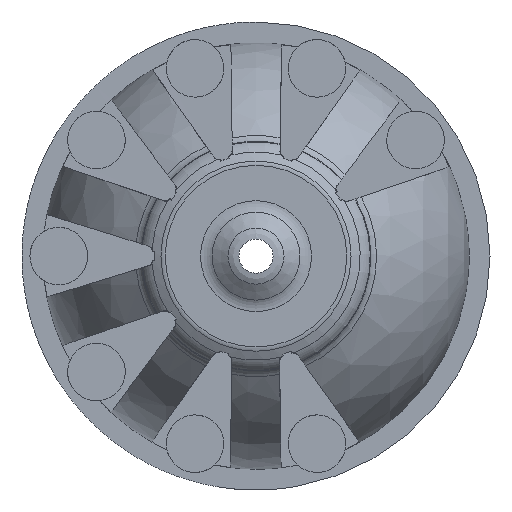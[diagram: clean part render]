
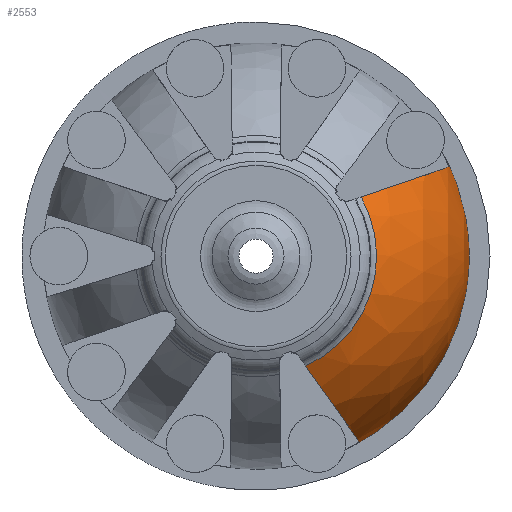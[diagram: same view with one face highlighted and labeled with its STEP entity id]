
A CAD part, front view. The second image highlights one B-rep face of the part: STEP entity #2553.
In plain terms, the highlighted spherical face has radius 19.451 mm.
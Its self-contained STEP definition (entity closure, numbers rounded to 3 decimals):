
#38=SPHERICAL_SURFACE('',#2771,19.451);
#179=FACE_OUTER_BOUND('',#321,.T.);
#321=EDGE_LOOP('',(#1893,#1894,#1895,#1896,#1897,#1898,#1899,#1900,#1901,
#1902,#1903));
#726=B_SPLINE_CURVE_WITH_KNOTS('',3,(#3657,#3658,#3659,#3660,#3661,#3662),
 .UNSPECIFIED.,.F.,.F.,(4,2,4),(1.015,1.015,1.063),
 .UNSPECIFIED.);
#764=B_SPLINE_CURVE_WITH_KNOTS('',3,(#4160,#4161,#4162,#4163,#4164,#4165),
 .UNSPECIFIED.,.F.,.F.,(4,2,4),(3.681,3.682,3.682),
 .UNSPECIFIED.);
#766=B_SPLINE_CURVE_WITH_KNOTS('',3,(#4175,#4176,#4177,#4178,#4179,#4180),
 .UNSPECIFIED.,.F.,.F.,(4,2,4),(6.095,6.12,6.233),
 .UNSPECIFIED.);
#843=CIRCLE('',#2695,19.451);
#844=CIRCLE('',#2696,19.451);
#899=CIRCLE('',#2772,19.341);
#900=CIRCLE('',#2773,11.004);
#901=CIRCLE('',#2774,19.345);
#902=CIRCLE('',#2775,19.451);
#903=CIRCLE('',#2776,19.451);
#997=VERTEX_POINT('',#3651);
#998=VERTEX_POINT('',#3656);
#1017=VERTEX_POINT('',#3754);
#1018=VERTEX_POINT('',#3756);
#1112=VERTEX_POINT('',#4159);
#1114=VERTEX_POINT('',#4174);
#1115=VERTEX_POINT('',#4181);
#1116=VERTEX_POINT('',#4183);
#1117=VERTEX_POINT('',#4185);
#1118=VERTEX_POINT('',#4188);
#1273=EDGE_CURVE('',#998,#997,#726,.T.);
#1297=EDGE_CURVE('',#998,#1017,#843,.T.);
#1298=EDGE_CURVE('',#1017,#1018,#844,.T.);
#1416=EDGE_CURVE('',#1112,#1018,#764,.T.);
#1419=EDGE_CURVE('',#997,#1114,#766,.T.);
#1420=EDGE_CURVE('',#1114,#1115,#899,.T.);
#1421=EDGE_CURVE('',#1115,#1116,#900,.T.);
#1422=EDGE_CURVE('',#1116,#1117,#901,.T.);
#1423=EDGE_CURVE('',#1117,#1112,#902,.T.);
#1424=EDGE_CURVE('',#1118,#1017,#903,.T.);
#1893=ORIENTED_EDGE('',*,*,#1273,.T.);
#1894=ORIENTED_EDGE('',*,*,#1419,.T.);
#1895=ORIENTED_EDGE('',*,*,#1420,.T.);
#1896=ORIENTED_EDGE('',*,*,#1421,.T.);
#1897=ORIENTED_EDGE('',*,*,#1422,.T.);
#1898=ORIENTED_EDGE('',*,*,#1423,.T.);
#1899=ORIENTED_EDGE('',*,*,#1416,.T.);
#1900=ORIENTED_EDGE('',*,*,#1298,.F.);
#1901=ORIENTED_EDGE('',*,*,#1424,.F.);
#1902=ORIENTED_EDGE('',*,*,#1424,.T.);
#1903=ORIENTED_EDGE('',*,*,#1297,.F.);
#2553=ADVANCED_FACE('',(#179),#38,.F.);
#2695=AXIS2_PLACEMENT_3D('',#3755,#2993,#2994);
#2696=AXIS2_PLACEMENT_3D('',#3757,#2995,#2996);
#2771=AXIS2_PLACEMENT_3D('',#4173,#3179,#3180);
#2772=AXIS2_PLACEMENT_3D('',#4182,#3181,#3182);
#2773=AXIS2_PLACEMENT_3D('',#4184,#3183,#3184);
#2774=AXIS2_PLACEMENT_3D('',#4186,#3185,#3186);
#2775=AXIS2_PLACEMENT_3D('',#4187,#3187,#3188);
#2776=AXIS2_PLACEMENT_3D('',#4189,#3189,#3190);
#2993=DIRECTION('center_axis',(0.,-1.,-0.001));
#2994=DIRECTION('ref_axis',(1.,0.,0.));
#2995=DIRECTION('center_axis',(0.,-1.,-0.001));
#2996=DIRECTION('ref_axis',(1.,0.,0.));
#3179=DIRECTION('center_axis',(1.,0.,0.));
#3180=DIRECTION('ref_axis',(0.,-1.,0.));
#3181=DIRECTION('center_axis',(-0.817,0.001,-0.577));
#3182=DIRECTION('ref_axis',(0.,1.,0.002));
#3183=DIRECTION('center_axis',(0.,-1.,-0.001));
#3184=DIRECTION('ref_axis',(1.,0.,0.));
#3185=DIRECTION('center_axis',(-0.322,-0.001,
0.947));
#3186=DIRECTION('ref_axis',(0.,-1.,-0.001));
#3187=DIRECTION('center_axis',(-0.001,-1.,
-0.001));
#3188=DIRECTION('ref_axis',(0.,0.001,-1.));
#3189=DIRECTION('center_axis',(0.,0.,1.));
#3190=DIRECTION('ref_axis',(0.,1.,0.));
#3651=CARTESIAN_POINT('',(8.13,-0.459,-17.664));
#3656=CARTESIAN_POINT('',(8.129,0.024,-17.671));
#3657=CARTESIAN_POINT('Ctrl Pts',(8.129,0.024,-17.671));
#3658=CARTESIAN_POINT('Ctrl Pts',(8.129,0.023,-17.671));
#3659=CARTESIAN_POINT('Ctrl Pts',(8.129,0.022,-17.671));
#3660=CARTESIAN_POINT('Ctrl Pts',(8.129,-0.139,-17.671));
#3661=CARTESIAN_POINT('Ctrl Pts',(8.129,-0.298,-17.669));
#3662=CARTESIAN_POINT('Ctrl Pts',(8.13,-0.459,-17.664));
#3754=CARTESIAN_POINT('',(19.451,0.013,0.));
#3755=CARTESIAN_POINT('Origin',(0.,0.013,0.));
#3756=CARTESIAN_POINT('',(16.963,0.006,9.518));
#3757=CARTESIAN_POINT('Origin',(0.,0.013,0.));
#4159=CARTESIAN_POINT('',(16.963,-0.007,9.518));
#4160=CARTESIAN_POINT('Ctrl Pts',(16.963,-0.007,
9.518));
#4161=CARTESIAN_POINT('Ctrl Pts',(16.963,-0.004,
9.518));
#4162=CARTESIAN_POINT('Ctrl Pts',(16.963,-0.002,
9.518));
#4163=CARTESIAN_POINT('Ctrl Pts',(16.963,0.002,
9.518));
#4164=CARTESIAN_POINT('Ctrl Pts',(16.963,0.004,9.518));
#4165=CARTESIAN_POINT('Ctrl Pts',(16.963,0.006,
9.518));
#4173=CARTESIAN_POINT('Origin',(0.,0.,0.));
#4174=CARTESIAN_POINT('',(9.457,-0.592,-16.987));
#4175=CARTESIAN_POINT('Ctrl Pts',(8.13,-0.459,-17.664));
#4176=CARTESIAN_POINT('Ctrl Pts',(8.215,-0.469,-17.625));
#4177=CARTESIAN_POINT('Ctrl Pts',(8.3,-0.478,-17.585));
#4178=CARTESIAN_POINT('Ctrl Pts',(8.755,-0.527,-17.366));
#4179=CARTESIAN_POINT('Ctrl Pts',(9.12,-0.562,-17.175));
#4180=CARTESIAN_POINT('Ctrl Pts',(9.457,-0.592,-16.987));
#4181=CARTESIAN_POINT('',(4.533,-16.032,-10.038));
#4182=CARTESIAN_POINT('Origin',(-1.69,0.002,-1.193));
#4183=CARTESIAN_POINT('',(9.589,-16.042,5.388));
#4184=CARTESIAN_POINT('Origin',(0.,-16.039,-0.01));
#4185=CARTESIAN_POINT('',(17.664,-0.006,8.145));
#4186=CARTESIAN_POINT('Origin',(-0.652,-0.001,
1.916));
#4187=CARTESIAN_POINT('Origin',(0.,0.012,
0.));
#4188=CARTESIAN_POINT('',(19.451,0.,0.));
#4189=CARTESIAN_POINT('Origin',(0.,0.,0.));
